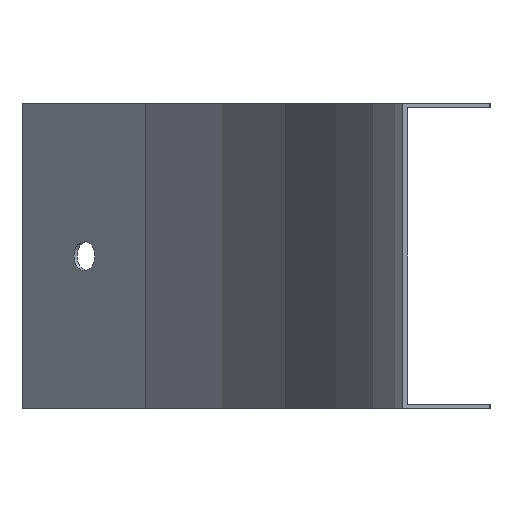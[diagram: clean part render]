
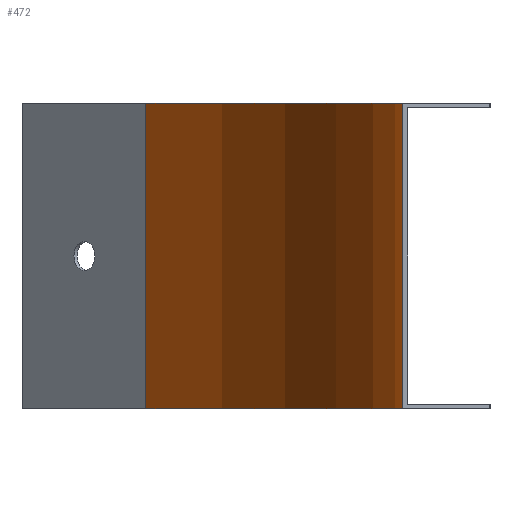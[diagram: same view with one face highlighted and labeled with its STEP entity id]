
A CAD part, left-side view. The second image highlights one B-rep face of the part: STEP entity #472.
In plain terms, the highlighted cylindrical face has radius 149.2 mm (diameter 298.4 mm), a partial arc.
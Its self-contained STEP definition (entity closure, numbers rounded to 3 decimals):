
#64 = CARTESIAN_POINT ( 'NONE',  ( 135.292, 58.5, -51.2 ) ) ;
#69 = DIRECTION ( 'NONE',  ( 0., 0., 1. ) ) ;
#79 = CARTESIAN_POINT ( 'NONE',  ( 29.792, 14.8, -51.2 ) ) ;
#95 = DIRECTION ( 'NONE',  ( 0., 0., 1. ) ) ;
#96 = CARTESIAN_POINT ( 'NONE',  ( 29.792, 164., 0.8 ) ) ;
#97 = DIRECTION ( 'NONE',  ( 0., 0., 1. ) ) ;
#98 = DIRECTION ( 'NONE',  ( 1., 0., 0. ) ) ;
#111 = CARTESIAN_POINT ( 'NONE',  ( 29.792, 164., -51.2 ) ) ;
#113 = DIRECTION ( 'NONE',  ( 0., 0., 1. ) ) ;
#114 = DIRECTION ( 'NONE',  ( 1., 0., 0. ) ) ;
#154 = ORIENTED_EDGE ( 'NONE', *, *, #675, .F. ) ;
#157 = VERTEX_POINT ( 'NONE', #702 ) ;
#160 = ORIENTED_EDGE ( 'NONE', *, *, #641, .T. ) ;
#185 = VERTEX_POINT ( 'NONE', #708 ) ;
#201 = VERTEX_POINT ( 'NONE', #508 ) ;
#203 = EDGE_LOOP ( 'NONE', ( #160, #154, #252, #274 ) ) ;
#252 = ORIENTED_EDGE ( 'NONE', *, *, #682, .F. ) ;
#274 = ORIENTED_EDGE ( 'NONE', *, *, #683, .T. ) ;
#279 = VERTEX_POINT ( 'NONE', #548 ) ;
#344 = FACE_OUTER_BOUND ( 'NONE', #203, .T. ) ;
#355 = VECTOR ( 'NONE', #95, 1000. ) ;
#358 = LINE ( 'NONE', #79, #355 ) ;
#360 = CIRCLE ( 'NONE', #619, 149.2 ) ;
#366 = VECTOR ( 'NONE', #69, 1000. ) ;
#369 = LINE ( 'NONE', #64, #366 ) ;
#407 = CIRCLE ( 'NONE', #484, 149.2 ) ;
#444 = CYLINDRICAL_SURFACE ( 'NONE', #637, 149.2 ) ;
#472 = ADVANCED_FACE ( 'NONE', ( #344 ), #444, .F. ) ;
#484 = AXIS2_PLACEMENT_3D ( 'NONE', #96, #97, #98 ) ;
#508 = CARTESIAN_POINT ( 'NONE',  ( 135.292, 58.5, 0.8 ) ) ;
#548 = CARTESIAN_POINT ( 'NONE',  ( 29.792, 14.8, -51.2 ) ) ;
#567 = CARTESIAN_POINT ( 'NONE',  ( 29.792, 164., -51.2 ) ) ;
#570 = DIRECTION ( 'NONE',  ( 0., 0., 1. ) ) ;
#600 = DIRECTION ( 'NONE',  ( 1., 0., 0. ) ) ;
#619 = AXIS2_PLACEMENT_3D ( 'NONE', #111, #113, #114 ) ;
#637 = AXIS2_PLACEMENT_3D ( 'NONE', #567, #570, #600 ) ;
#641 = EDGE_CURVE ( 'NONE', #185, #201, #407, .T. ) ;
#675 = EDGE_CURVE ( 'NONE', #157, #201, #369, .T. ) ;
#682 = EDGE_CURVE ( 'NONE', #279, #157, #360, .T. ) ;
#683 = EDGE_CURVE ( 'NONE', #279, #185, #358, .T. ) ;
#702 = CARTESIAN_POINT ( 'NONE',  ( 135.292, 58.5, -51.2 ) ) ;
#708 = CARTESIAN_POINT ( 'NONE',  ( 29.792, 14.8, 0.8 ) ) ;
